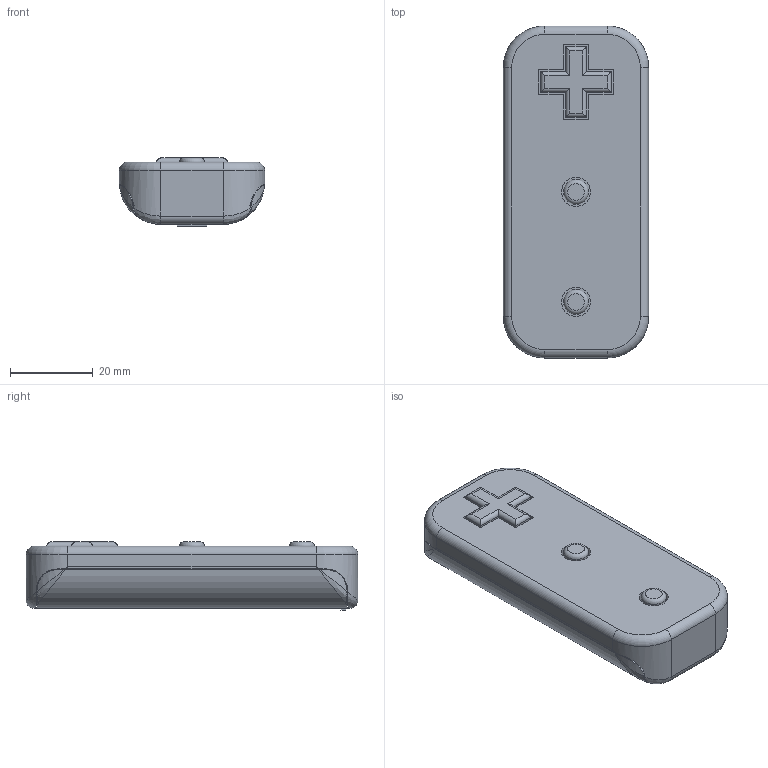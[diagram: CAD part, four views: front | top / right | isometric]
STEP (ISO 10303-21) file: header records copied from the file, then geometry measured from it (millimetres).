
FILE_DESCRIPTION(/* description */ ('STEP AP242','CAx-IF Rec.Pracs.---Representation and Presentation of Product Manufacturing Information (PMI)---4.0---2014-10-13','CAx-IF Rec.Pracs.---3D Tessellated Geometry---0.4---2014-09-14','2;1'),/* implementation_level */ '2;1');
FILE_NAME(/* name */ '620c850ef69d7c4eb4f6791a',/* time_stamp */ '2022-02-16T05:01:03+00:00',/* author */ (''),/* organization */ (''),/* preprocessor_version */ 'ST-DEVELOPER v18.101',/* originating_system */ ' ',/* authorisation */ ' ');
FILE_SCHEMA (('AP242_MANAGED_MODEL_BASED_3D_ENGINEERING_MIM_LF { 1 0 10303 442 1 1 4 }'));
Length unit declared in the file: metre
Products named in the file (5): Top; Btn2; Btn1; DPad; Bottom
Bounding box: 35 x 80 x 16.4 mm (x, y, z)
Volume: 18398.4 mm3; surface area: 16890.4 mm2
Topology: 5 solids, 5 shells, 275 faces, 731 edges, 470 vertices
Faces by surface type: plane 175, cylinder 78, bspline 12, torus 6, cone 4
Full cylindrical faces by diameter (mm): 3 x2, 6 x2, 7 x2, 12 x2
Entity records: 8754 total; most frequent: CARTESIAN_POINT 1827, ORIENTED_EDGE 1434, DIRECTION 1369, EDGE_CURVE 717, LINE 513, VECTOR 513, VERTEX_POINT 470, AXIS2_PLACEMENT_3D 428
